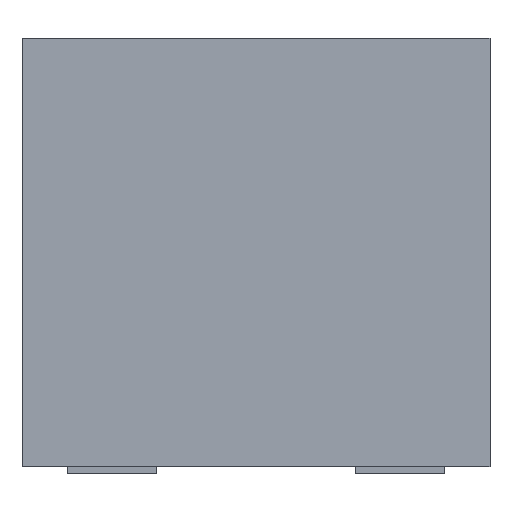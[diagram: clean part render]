
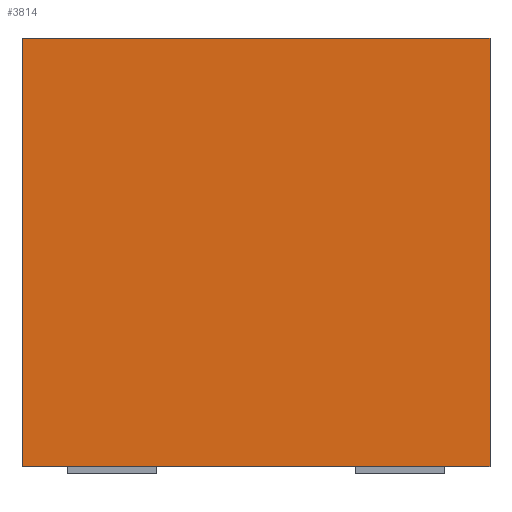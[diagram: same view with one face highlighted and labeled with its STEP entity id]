
A CAD part, top view. The second image highlights one B-rep face of the part: STEP entity #3814.
In plain terms, the highlighted planar face has unit normal (0, 0, -1).
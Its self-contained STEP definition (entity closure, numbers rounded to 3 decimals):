
#41 = LINE ( 'NONE', #728, #1938 ) ;
#89 = ORIENTED_EDGE ( 'NONE', *, *, #2763, .T. ) ;
#186 = VERTEX_POINT ( 'NONE', #4215 ) ;
#307 = DIRECTION ( 'NONE',  ( 1., 0., 0. ) ) ;
#728 = CARTESIAN_POINT ( 'NONE',  ( 3.28, 0., 3.38 ) ) ;
#1016 = VECTOR ( 'NONE', #1136, 1000. ) ;
#1090 = CARTESIAN_POINT ( 'NONE',  ( 3.28, 6., 3.38 ) ) ;
#1095 = EDGE_CURVE ( 'NONE', #1856, #186, #41, .T. ) ;
#1115 = VERTEX_POINT ( 'NONE', #1090 ) ;
#1128 = ORIENTED_EDGE ( 'NONE', *, *, #4206, .T. ) ;
#1136 = DIRECTION ( 'NONE',  ( 0., 1., 0. ) ) ;
#1147 = DIRECTION ( 'NONE',  ( 0., 0., -1. ) ) ;
#1215 = VECTOR ( 'NONE', #4260, 1000. ) ;
#1325 = CARTESIAN_POINT ( 'NONE',  ( -3.28, 6., 3.38 ) ) ;
#1597 = EDGE_CURVE ( 'NONE', #186, #1115, #3725, .T. ) ;
#1777 = EDGE_LOOP ( 'NONE', ( #2214, #4325, #89, #1128 ) ) ;
#1833 = PLANE ( 'NONE',  #2553 ) ;
#1856 = VERTEX_POINT ( 'NONE', #3786 ) ;
#1895 = CARTESIAN_POINT ( 'NONE',  ( 3.28, 6., 3.38 ) ) ;
#1938 = VECTOR ( 'NONE', #307, 1000. ) ;
#2180 = CARTESIAN_POINT ( 'NONE',  ( 3.28, 6., 3.38 ) ) ;
#2214 = ORIENTED_EDGE ( 'NONE', *, *, #1597, .F. ) ;
#2307 = CARTESIAN_POINT ( 'NONE',  ( -3.28, 6., 3.38 ) ) ;
#2543 = VECTOR ( 'NONE', #3388, 1000. ) ;
#2553 = AXIS2_PLACEMENT_3D ( 'NONE', #3150, #1147, #3504 ) ;
#2763 = EDGE_CURVE ( 'NONE', #1856, #4434, #4414, .T. ) ;
#2973 = FACE_OUTER_BOUND ( 'NONE', #1777, .T. ) ;
#3150 = CARTESIAN_POINT ( 'NONE',  ( -3.28, 6., 3.38 ) ) ;
#3388 = DIRECTION ( 'NONE',  ( 0., 1., 0. ) ) ;
#3504 = DIRECTION ( 'NONE',  ( -1., 0., 0. ) ) ;
#3725 = LINE ( 'NONE', #2180, #1016 ) ;
#3786 = CARTESIAN_POINT ( 'NONE',  ( -3.28, 0., 3.38 ) ) ;
#3811 = LINE ( 'NONE', #1895, #1215 ) ;
#3814 = ADVANCED_FACE ( 'NONE', ( #2973 ), #1833, .T. ) ;
#4206 = EDGE_CURVE ( 'NONE', #4434, #1115, #3811, .T. ) ;
#4215 = CARTESIAN_POINT ( 'NONE',  ( 3.28, 0., 3.38 ) ) ;
#4260 = DIRECTION ( 'NONE',  ( 1., 0., 0. ) ) ;
#4325 = ORIENTED_EDGE ( 'NONE', *, *, #1095, .F. ) ;
#4414 = LINE ( 'NONE', #1325, #2543 ) ;
#4434 = VERTEX_POINT ( 'NONE', #2307 ) ;
